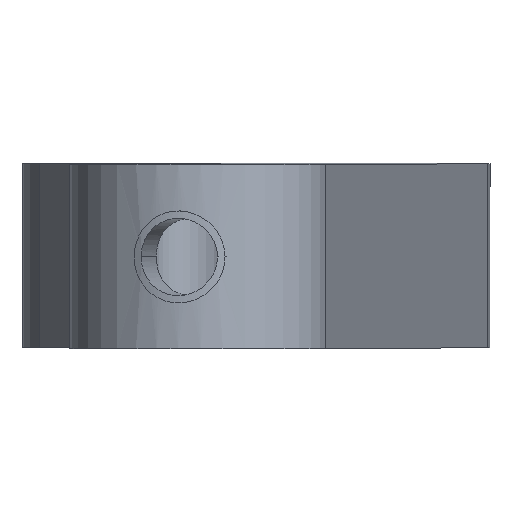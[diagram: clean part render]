
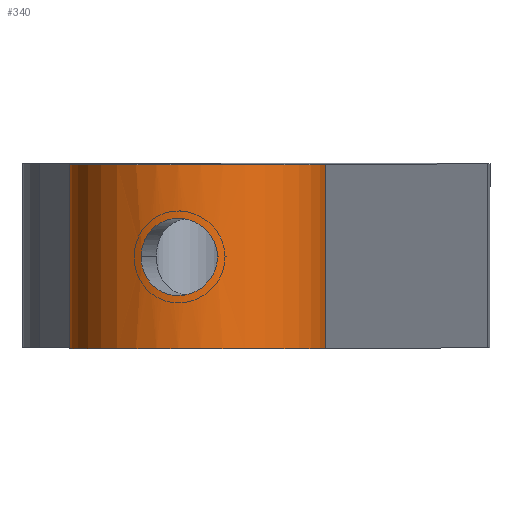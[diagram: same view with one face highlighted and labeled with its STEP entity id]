
A CAD part, front view. The second image highlights one B-rep face of the part: STEP entity #340.
In plain terms, the highlighted cylindrical face has radius 7 mm (diameter 14 mm), a partial arc.
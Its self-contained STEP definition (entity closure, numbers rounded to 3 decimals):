
#23=CARTESIAN_POINT('',(66.68,-123.65,94.621));
#24=DIRECTION('',(0.,-0.001,1.));
#25=DIRECTION('',(-0.988,0.156,0.));
#26=AXIS2_PLACEMENT_3D('',#23,#24,#25);
#46=DIRECTION('',(0.,-0.001,1.));
#47=VECTOR('',#46,10.);
#48=CARTESIAN_POINT('',(73.594,-124.744,94.62));
#49=LINE('',#48,#47);
#50=DIRECTION('',(0.,-0.001,1.));
#51=VECTOR('',#50,10.);
#52=CARTESIAN_POINT('',(59.766,-122.555,94.622));
#53=LINE('',#52,#51);
#54=CARTESIAN_POINT('',(67.71,-130.579,99.613));
#55=CARTESIAN_POINT('',(67.71,-130.579,99.44));
#56=CARTESIAN_POINT('',(67.668,-130.585,99.103));
#57=CARTESIAN_POINT('',(67.469,-130.611,98.603));
#58=CARTESIAN_POINT('',(67.154,-130.641,98.175));
#59=CARTESIAN_POINT('',(66.735,-130.658,97.828));
#60=CARTESIAN_POINT('',(66.251,-130.646,97.599));
#61=CARTESIAN_POINT('',(65.729,-130.594,97.497));
#62=CARTESIAN_POINT('',(65.239,-130.509,97.523));
#63=CARTESIAN_POINT('',(64.777,-130.394,97.662));
#64=CARTESIAN_POINT('',(64.373,-130.266,97.899));
#65=CARTESIAN_POINT('',(64.023,-130.133,98.236));
#66=CARTESIAN_POINT('',(63.761,-130.018,98.649));
#67=CARTESIAN_POINT('',(63.596,-129.939,99.129));
#68=CARTESIAN_POINT('',(63.562,-129.922,99.45));
#69=CARTESIAN_POINT('',(63.562,-129.922,99.613));
#71=CARTESIAN_POINT('',(63.562,-129.922,99.613));
#72=CARTESIAN_POINT('',(63.562,-129.923,99.787));
#73=CARTESIAN_POINT('',(63.6,-129.942,100.124));
#74=CARTESIAN_POINT('',(63.782,-130.03,100.624));
#75=CARTESIAN_POINT('',(64.072,-130.156,101.053));
#76=CARTESIAN_POINT('',(64.466,-130.303,101.399));
#77=CARTESIAN_POINT('',(64.93,-130.442,101.628));
#78=CARTESIAN_POINT('',(65.443,-130.554,101.729));
#79=CARTESIAN_POINT('',(65.935,-130.624,101.702));
#80=CARTESIAN_POINT('',(66.41,-130.657,101.563));
#81=CARTESIAN_POINT('',(66.833,-130.659,101.327));
#82=CARTESIAN_POINT('',(67.207,-130.64,100.989));
#83=CARTESIAN_POINT('',(67.491,-130.61,100.577));
#84=CARTESIAN_POINT('',(67.673,-130.585,100.097));
#85=CARTESIAN_POINT('',(67.71,-130.579,99.777));
#86=CARTESIAN_POINT('',(67.71,-130.579,99.613));
#127=CARTESIAN_POINT('',(66.68,-123.661,104.621));
#128=DIRECTION('',(0.,-0.001,1.));
#129=DIRECTION('',(-0.988,0.156,0.));
#130=AXIS2_PLACEMENT_3D('',#127,#128,#129);
#218=CARTESIAN_POINT('',(59.766,-122.555,94.622));
#219=CARTESIAN_POINT('',(73.594,-124.744,94.62));
#220=VERTEX_POINT('',#218);
#221=VERTEX_POINT('',#219);
#226=CARTESIAN_POINT('',(59.766,-122.567,104.622));
#227=CARTESIAN_POINT('',(73.594,-124.755,104.62));
#228=VERTEX_POINT('',#226);
#229=VERTEX_POINT('',#227);
#258=VERTEX_POINT('',#54);
#259=VERTEX_POINT('',#69);
#321=CARTESIAN_POINT('',(66.68,-123.65,94.621));
#322=DIRECTION('',(0.,-0.001,1.));
#323=DIRECTION('',(0.,-1.,-0.001));
#324=AXIS2_PLACEMENT_3D('',#321,#322,#323);
#325=CYLINDRICAL_SURFACE('',#324,7.);
#326=ORIENTED_EDGE('',*,*,#279,.F.);
#328=ORIENTED_EDGE('',*,*,#327,.T.);
#330=ORIENTED_EDGE('',*,*,#329,.T.);
#331=ORIENTED_EDGE('',*,*,#314,.F.);
#332=EDGE_LOOP('',(#326,#328,#330,#331));
#333=FACE_OUTER_BOUND('',#332,.F.);
#335=ORIENTED_EDGE('',*,*,#334,.F.);
#337=ORIENTED_EDGE('',*,*,#336,.F.);
#338=EDGE_LOOP('',(#335,#337));
#339=FACE_BOUND('',#338,.F.);
#340=ADVANCED_FACE('',(#333,#339),#325,.T.);
#27=CIRCLE('',#26,7.);
#70=B_SPLINE_CURVE_WITH_KNOTS('',3,(#54,#55,#56,#57,#58,#59,#60,#61,#62,#63,#64,
#65,#66,#67,#68,#69),.UNSPECIFIED.,.F.,.F.,(4,1,1,1,1,1,1,1,1,1,1,1,1,4),(0.,
0.077,0.154,0.231,0.308,
0.385,0.462,0.538,0.615,
0.692,0.769,0.846,0.923,1.),
.UNSPECIFIED.);
#87=B_SPLINE_CURVE_WITH_KNOTS('',3,(#71,#72,#73,#74,#75,#76,#77,#78,#79,#80,#81,
#82,#83,#84,#85,#86),.UNSPECIFIED.,.F.,.F.,(4,1,1,1,1,1,1,1,1,1,1,1,1,4),(0.,
0.077,0.154,0.231,0.308,
0.385,0.462,0.538,0.615,
0.692,0.769,0.846,0.923,1.),
.UNSPECIFIED.);
#131=CIRCLE('',#130,7.);
#279=EDGE_CURVE('',#220,#221,#27,.T.);
#314=EDGE_CURVE('',#221,#229,#49,.T.);
#327=EDGE_CURVE('',#220,#228,#53,.T.);
#329=EDGE_CURVE('',#228,#229,#131,.T.);
#334=EDGE_CURVE('',#258,#259,#70,.T.);
#336=EDGE_CURVE('',#259,#258,#87,.T.);
